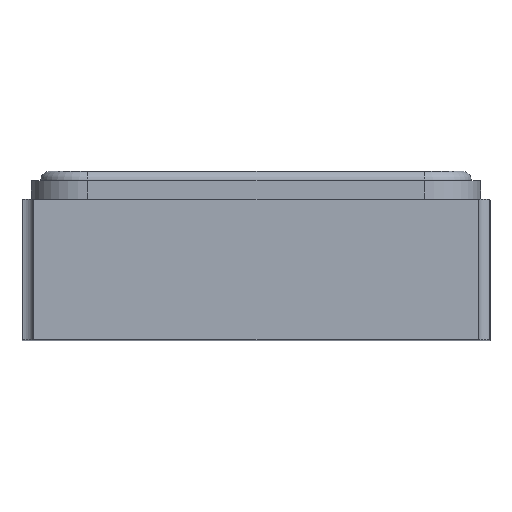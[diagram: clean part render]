
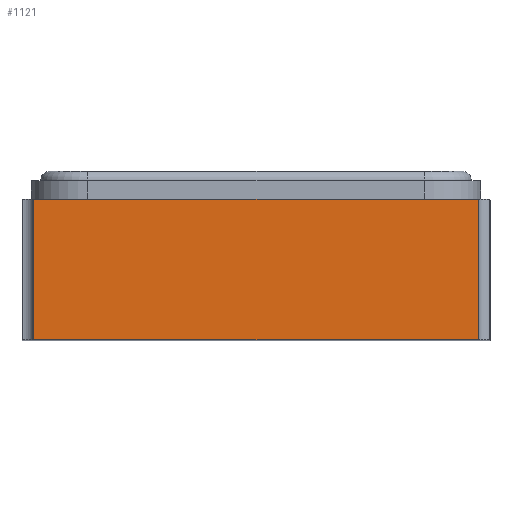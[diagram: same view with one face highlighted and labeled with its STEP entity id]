
A CAD part, top view. The second image highlights one B-rep face of the part: STEP entity #1121.
In plain terms, the highlighted planar face has unit normal (0, 0, 1).
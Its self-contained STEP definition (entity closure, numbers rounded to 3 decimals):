
#4 = EDGE_CURVE ( 'NONE', #2030, #1356, #778, .T. ) ;
#38 = PLANE ( 'NONE',  #3141 ) ;
#260 = CARTESIAN_POINT ( 'NONE',  ( -2.5, 1.5, 3.5 ) ) ;
#332 = CARTESIAN_POINT ( 'NONE',  ( 2.375, 0., 3.5 ) ) ;
#427 = EDGE_CURVE ( 'NONE', #2030, #3999, #1544, .T. ) ;
#434 = CARTESIAN_POINT ( 'NONE',  ( -2.375, 0., 3.5 ) ) ;
#559 = CARTESIAN_POINT ( 'NONE',  ( -2.375, 0., 3.5 ) ) ;
#637 = CARTESIAN_POINT ( 'NONE',  ( -2.5, 0., 3.5 ) ) ;
#669 = VECTOR ( 'NONE', #3199, 1000. ) ;
#739 = VECTOR ( 'NONE', #3255, 1000. ) ;
#778 = LINE ( 'NONE', #434, #3137 ) ;
#860 = EDGE_CURVE ( 'NONE', #1356, #1421, #3608, .T. ) ;
#1121 = ADVANCED_FACE ( 'NONE', ( #3983 ), #38, .F. ) ;
#1356 = VERTEX_POINT ( 'NONE', #559 ) ;
#1421 = VERTEX_POINT ( 'NONE', #2086 ) ;
#1544 = LINE ( 'NONE', #260, #669 ) ;
#1549 = EDGE_CURVE ( 'NONE', #1421, #3999, #2243, .T. ) ;
#1708 = CARTESIAN_POINT ( 'NONE',  ( -2.5, 1.5, 3.5 ) ) ;
#2030 = VERTEX_POINT ( 'NONE', #4225 ) ;
#2086 = CARTESIAN_POINT ( 'NONE',  ( 2.375, 0., 3.5 ) ) ;
#2132 = VECTOR ( 'NONE', #3587, 1000. ) ;
#2243 = LINE ( 'NONE', #332, #2132 ) ;
#2297 = DIRECTION ( 'NONE',  ( -1., 0., 0. ) ) ;
#2811 = ORIENTED_EDGE ( 'NONE', *, *, #427, .F. ) ;
#3137 = VECTOR ( 'NONE', #4040, 1000. ) ;
#3141 = AXIS2_PLACEMENT_3D ( 'NONE', #1708, #3834, #2297 ) ;
#3199 = DIRECTION ( 'NONE',  ( 1., 0., 0. ) ) ;
#3255 = DIRECTION ( 'NONE',  ( 1., 0., 0. ) ) ;
#3587 = DIRECTION ( 'NONE',  ( 0., 1., 0. ) ) ;
#3608 = LINE ( 'NONE', #637, #739 ) ;
#3633 = EDGE_LOOP ( 'NONE', ( #2811, #4106, #3881, #3895 ) ) ;
#3653 = CARTESIAN_POINT ( 'NONE',  ( 2.375, 1.5, 3.5 ) ) ;
#3834 = DIRECTION ( 'NONE',  ( 0., 0., -1. ) ) ;
#3881 = ORIENTED_EDGE ( 'NONE', *, *, #860, .T. ) ;
#3895 = ORIENTED_EDGE ( 'NONE', *, *, #1549, .T. ) ;
#3983 = FACE_OUTER_BOUND ( 'NONE', #3633, .T. ) ;
#3999 = VERTEX_POINT ( 'NONE', #3653 ) ;
#4040 = DIRECTION ( 'NONE',  ( 0., -1., 0. ) ) ;
#4106 = ORIENTED_EDGE ( 'NONE', *, *, #4, .T. ) ;
#4225 = CARTESIAN_POINT ( 'NONE',  ( -2.375, 1.5, 3.5 ) ) ;
